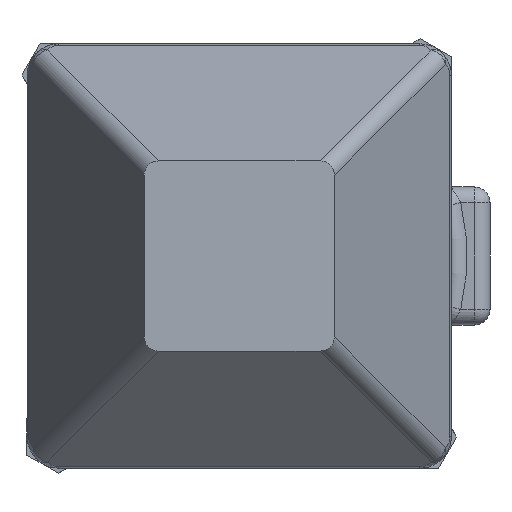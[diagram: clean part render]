
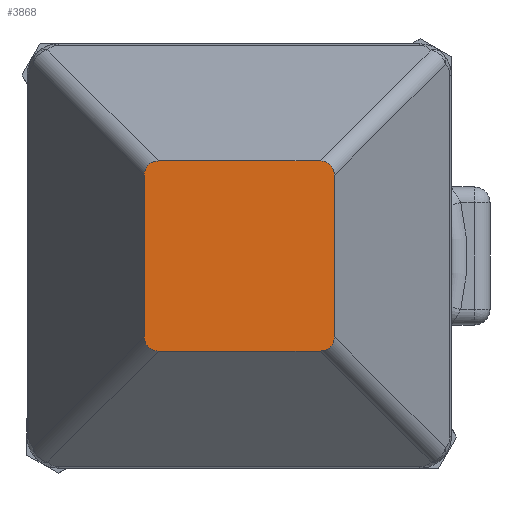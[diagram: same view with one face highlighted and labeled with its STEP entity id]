
A CAD part, left-side view. The second image highlights one B-rep face of the part: STEP entity #3868.
In plain terms, the highlighted planar face has unit normal (-1, 0, 0).
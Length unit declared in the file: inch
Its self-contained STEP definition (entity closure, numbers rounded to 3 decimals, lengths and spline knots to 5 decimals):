
#77 = FACE_OUTER_BOUND ( 'NONE', #2830, .T. ) ;
#443 = CARTESIAN_POINT ( 'NONE',  ( 0., 0.7575, -0.64421 ) ) ;
#444 = CARTESIAN_POINT ( 'NONE',  ( 0., 0.7575, 0.64421 ) ) ;
#445 = CARTESIAN_POINT ( 'NONE',  ( 0., 0.64421, -0.7575 ) ) ;
#446 = CARTESIAN_POINT ( 'NONE',  ( 0., -0.64421, -0.7575 ) ) ;
#447 = CARTESIAN_POINT ( 'NONE',  ( 0., -0.7575, -0.64421 ) ) ;
#448 = CARTESIAN_POINT ( 'NONE',  ( 0., -0.7575, 0.64421 ) ) ;
#449 = CARTESIAN_POINT ( 'NONE',  ( 0., -0.64421, 0.7575 ) ) ;
#450 = CARTESIAN_POINT ( 'NONE',  ( 0., 0.64421, 0.7575 ) ) ;
#618 = CARTESIAN_POINT ( 'NONE',  ( 0., -0.7575, 0.7575 ) ) ;
#620 = PLANE ( 'NONE',  #4133 ) ;
#623 = DIRECTION ( 'NONE',  ( 1., 0., 0. ) ) ;
#624 = DIRECTION ( 'NONE',  ( 0., 0., -1. ) ) ;
#2751 =( BOUNDED_CURVE ( )  B_SPLINE_CURVE ( 3, ( #3551, #3554, #3555, #3556 ),
 .UNSPECIFIED., .F., .F. ) 
 B_SPLINE_CURVE_WITH_KNOTS ( ( 4, 4 ),
 ( 5.58755, 6.97882 ),
 .UNSPECIFIED. ) 
 CURVE ( )  GEOMETRIC_REPRESENTATION_ITEM ( )  RATIONAL_B_SPLINE_CURVE ( ( 1., 0.845, 0.845, 1. ) ) 
 REPRESENTATION_ITEM ( '' )  );
#2752 =( BOUNDED_CURVE ( )  B_SPLINE_CURVE ( 3, ( #3557, #3559, #3560, #3561 ),
 .UNSPECIFIED., .F., .T. ) 
 B_SPLINE_CURVE_WITH_KNOTS ( ( 4, 4 ),
 ( 5.58755, 6.97882 ),
 .UNSPECIFIED. ) 
 CURVE ( )  GEOMETRIC_REPRESENTATION_ITEM ( )  RATIONAL_B_SPLINE_CURVE ( ( 1., 0.845, 0.845, 1. ) ) 
 REPRESENTATION_ITEM ( '' )  );
#2753 =( BOUNDED_CURVE ( )  B_SPLINE_CURVE ( 3, ( #3562, #3565, #3566, #3567 ),
 .UNSPECIFIED., .F., .F. ) 
 B_SPLINE_CURVE_WITH_KNOTS ( ( 4, 4 ),
 ( 5.58755, 6.97882 ),
 .UNSPECIFIED. ) 
 CURVE ( )  GEOMETRIC_REPRESENTATION_ITEM ( )  RATIONAL_B_SPLINE_CURVE ( ( 1., 0.845, 0.845, 1. ) ) 
 REPRESENTATION_ITEM ( '' )  );
#2754 =( BOUNDED_CURVE ( )  B_SPLINE_CURVE ( 3, ( #3568, #3571, #3572, #3573 ),
 .UNSPECIFIED., .F., .T. ) 
 B_SPLINE_CURVE_WITH_KNOTS ( ( 4, 4 ),
 ( 5.58755, 6.97882 ),
 .UNSPECIFIED. ) 
 CURVE ( )  GEOMETRIC_REPRESENTATION_ITEM ( )  RATIONAL_B_SPLINE_CURVE ( ( 1., 0.845, 0.845, 1. ) ) 
 REPRESENTATION_ITEM ( '' )  );
#2830 = EDGE_LOOP ( 'NONE', ( #2970, #2971, #2972, #2973, #2974, #2975, #2976, #2977 ) ) ;
#2970 = ORIENTED_EDGE ( 'NONE', *, *, #3129, .F. ) ;
#2971 = ORIENTED_EDGE ( 'NONE', *, *, #3126, .T. ) ;
#2972 = ORIENTED_EDGE ( 'NONE', *, *, #3176, .F. ) ;
#2973 = ORIENTED_EDGE ( 'NONE', *, *, #3130, .T. ) ;
#2974 = ORIENTED_EDGE ( 'NONE', *, *, #3127, .F. ) ;
#2975 = ORIENTED_EDGE ( 'NONE', *, *, #3128, .T. ) ;
#2976 = ORIENTED_EDGE ( 'NONE', *, *, #3131, .F. ) ;
#2977 = ORIENTED_EDGE ( 'NONE', *, *, #3132, .T. ) ;
#3126 = EDGE_CURVE ( 'NONE', #3349, #3351, #2751, .T. ) ;
#3127 = EDGE_CURVE ( 'NONE', #3354, #3353, #4687, .T. ) ;
#3128 = EDGE_CURVE ( 'NONE', #3354, #3355, #2752, .T. ) ;
#3129 = EDGE_CURVE ( 'NONE', #3349, #3350, #4688, .T. ) ;
#3130 = EDGE_CURVE ( 'NONE', #3352, #3353, #2753, .T. ) ;
#3131 = EDGE_CURVE ( 'NONE', #3356, #3355, #4673, .T. ) ;
#3132 = EDGE_CURVE ( 'NONE', #3356, #3350, #2754, .T. ) ;
#3176 = EDGE_CURVE ( 'NONE', #3352, #3351, #4761, .T. ) ;
#3349 = VERTEX_POINT ( 'NONE', #443 ) ;
#3350 = VERTEX_POINT ( 'NONE', #444 ) ;
#3351 = VERTEX_POINT ( 'NONE', #445 ) ;
#3352 = VERTEX_POINT ( 'NONE', #446 ) ;
#3353 = VERTEX_POINT ( 'NONE', #447 ) ;
#3354 = VERTEX_POINT ( 'NONE', #448 ) ;
#3355 = VERTEX_POINT ( 'NONE', #449 ) ;
#3356 = VERTEX_POINT ( 'NONE', #450 ) ;
#3551 = CARTESIAN_POINT ( 'NONE',  ( 0., 0.7575, -0.64421 ) ) ;
#3553 = CARTESIAN_POINT ( 'NONE',  ( 0., -0.7575, 0.7575 ) ) ;
#3554 = CARTESIAN_POINT ( 'NONE',  ( 0., 0.7575, -0.71281 ) ) ;
#3555 = CARTESIAN_POINT ( 'NONE',  ( 0., 0.71281, -0.7575 ) ) ;
#3556 = CARTESIAN_POINT ( 'NONE',  ( 0., 0.64421, -0.7575 ) ) ;
#3557 = CARTESIAN_POINT ( 'NONE',  ( 0., -0.7575, 0.64421 ) ) ;
#3558 = DIRECTION ( 'NONE',  ( 0., 0., -1. ) ) ;
#3559 = CARTESIAN_POINT ( 'NONE',  ( 0., -0.7575, 0.71281 ) ) ;
#3560 = CARTESIAN_POINT ( 'NONE',  ( 0., -0.71281, 0.7575 ) ) ;
#3561 = CARTESIAN_POINT ( 'NONE',  ( 0., -0.64421, 0.7575 ) ) ;
#3562 = CARTESIAN_POINT ( 'NONE',  ( 0., -0.64421, -0.7575 ) ) ;
#3563 = CARTESIAN_POINT ( 'NONE',  ( 0., 0.7575, 0.7575 ) ) ;
#3564 = DIRECTION ( 'NONE',  ( 0., 0., 1. ) ) ;
#3565 = CARTESIAN_POINT ( 'NONE',  ( 0., -0.71281, -0.7575 ) ) ;
#3566 = CARTESIAN_POINT ( 'NONE',  ( 0., -0.7575, -0.71281 ) ) ;
#3567 = CARTESIAN_POINT ( 'NONE',  ( 0., -0.7575, -0.64421 ) ) ;
#3568 = CARTESIAN_POINT ( 'NONE',  ( 0., 0.64421, 0.7575 ) ) ;
#3569 = CARTESIAN_POINT ( 'NONE',  ( 0., 0.7575, 0.7575 ) ) ;
#3570 = DIRECTION ( 'NONE',  ( 0., -1., 0. ) ) ;
#3571 = CARTESIAN_POINT ( 'NONE',  ( 0., 0.71281, 0.7575 ) ) ;
#3572 = CARTESIAN_POINT ( 'NONE',  ( 0., 0.7575, 0.71281 ) ) ;
#3573 = CARTESIAN_POINT ( 'NONE',  ( 0., 0.7575, 0.64421 ) ) ;
#3680 = CARTESIAN_POINT ( 'NONE',  ( 0., 0.7575, -0.7575 ) ) ;
#3681 = DIRECTION ( 'NONE',  ( 0., 1., 0. ) ) ;
#3868 = ADVANCED_FACE ( 'NONE', ( #77 ), #620, .F. ) ;
#4133 = AXIS2_PLACEMENT_3D ( 'NONE', #618, #623, #624 ) ;
#4673 = LINE ( 'NONE', #3569, #4691 ) ;
#4683 = VECTOR ( 'NONE', #3558, 39.37008 ) ;
#4687 = LINE ( 'NONE', #3553, #4683 ) ;
#4688 = LINE ( 'NONE', #3563, #4690 ) ;
#4690 = VECTOR ( 'NONE', #3564, 39.37008 ) ;
#4691 = VECTOR ( 'NONE', #3570, 39.37008 ) ;
#4761 = LINE ( 'NONE', #3680, #4762 ) ;
#4762 = VECTOR ( 'NONE', #3681, 39.37008 ) ;
